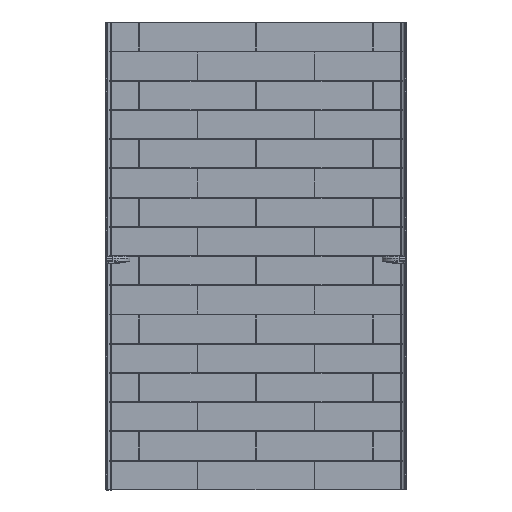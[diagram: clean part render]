
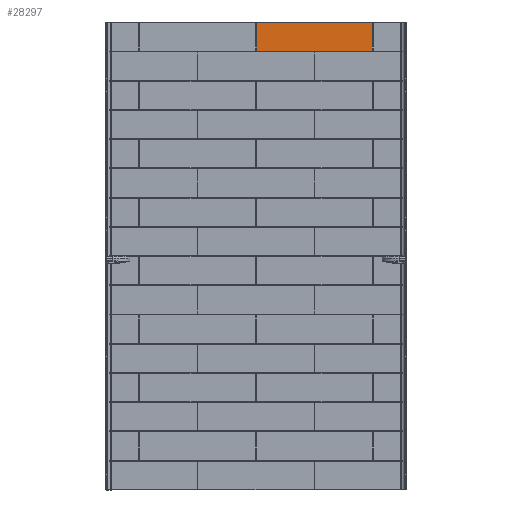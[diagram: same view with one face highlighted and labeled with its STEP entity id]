
A CAD part, top view. The second image highlights one B-rep face of the part: STEP entity #28297.
In plain terms, the highlighted planar face has unit normal (0, 0, 1).
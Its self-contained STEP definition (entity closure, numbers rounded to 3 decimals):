
#1977 = CARTESIAN_POINT ( 'NONE',  ( 42.093, -0.085, 0.187 ) ) ;
#2275 = DIRECTION ( 'NONE',  ( 0., -1., 0. ) ) ;
#7986 = CARTESIAN_POINT ( 'NONE',  ( 42.091, -23.914, 0.187 ) ) ;
#9703 = CARTESIAN_POINT ( 'NONE',  ( 42.085, -23.906, 0.188 ) ) ;
#10830 = CARTESIAN_POINT ( 'NONE',  ( 42.086, -0.091, 0.187 ) ) ;
#12174 = LINE ( 'NONE', #142964, #18690 ) ;
#12200 = CARTESIAN_POINT ( 'NONE',  ( 42.095, -0.085, 0.187 ) ) ;
#12865 = EDGE_LOOP ( 'NONE', ( #157039, #136693, #150608, #107584, #21920, #136824 ) ) ;
#14546 = B_SPLINE_CURVE_WITH_KNOTS ( 'NONE', 3,
 ( #114996, #128189, #101862, #62347, #7986, #90406, #140490, #168546, #143961, #9703 ),
 .UNSPECIFIED., .F., .F.,
 ( 4, 2, 2, 2, 4 ),
 ( 0., 0.128, 0.333, 0.662, 1. ),
 .UNSPECIFIED. ) ;
#15327 = DIRECTION ( 'NONE',  ( 1., 0., 0. ) ) ;
#18690 = VECTOR ( 'NONE', #88536, 39.37 ) ;
#19946 = VERTEX_POINT ( 'NONE', #99774 ) ;
#21920 = ORIENTED_EDGE ( 'NONE', *, *, #118405, .F. ) ;
#24000 = CARTESIAN_POINT ( 'NONE',  ( 42.085, -0.094, 0.187 ) ) ;
#27638 = CARTESIAN_POINT ( 'NONE',  ( 0., 0., 0.187 ) ) ;
#28297 = ADVANCED_FACE ( 'NONE', ( #90845 ), #98640, .T. ) ;
#32987 = CARTESIAN_POINT ( 'NONE',  ( 42.095, -23.915, 0.187 ) ) ;
#36786 = DIRECTION ( 'NONE',  ( 1., 0., 0. ) ) ;
#39716 = VERTEX_POINT ( 'NONE', #96436 ) ;
#41825 = EDGE_CURVE ( 'NONE', #117903, #166707, #12174, .T. ) ;
#45336 = CARTESIAN_POINT ( 'NONE',  ( 42.087, -0.088, 0.187 ) ) ;
#48953 = EDGE_CURVE ( 'NONE', #126393, #140197, #156154, .T. ) ;
#56208 = B_SPLINE_CURVE_WITH_KNOTS ( 'NONE', 3,
 ( #170542, #24000, #85682, #131044, #10830, #45336, #98875, #139248, #1977, #91533 ),
 .UNSPECIFIED., .F., .F.,
 ( 4, 2, 2, 2, 4 ),
 ( 0., 0.128, 0.333, 0.662, 1. ),
 .UNSPECIFIED. ) ;
#60697 = CARTESIAN_POINT ( 'NONE',  ( 47.962, -23.915, 0.188 ) ) ;
#62347 = CARTESIAN_POINT ( 'NONE',  ( 42.092, -23.915, 0.187 ) ) ;
#63949 = CARTESIAN_POINT ( 'NONE',  ( 0., -23.915, 0.187 ) ) ;
#75383 = AXIS2_PLACEMENT_3D ( 'NONE', #27638, #122363, #15327 ) ;
#75997 = DIRECTION ( 'NONE',  ( 0., -1., 0. ) ) ;
#84716 = LINE ( 'NONE', #151446, #133531 ) ;
#85530 = EDGE_CURVE ( 'NONE', #126393, #39716, #14546, .T. ) ;
#85682 = CARTESIAN_POINT ( 'NONE',  ( 42.085, -0.093, 0.187 ) ) ;
#88536 = DIRECTION ( 'NONE',  ( -1., 0., 0. ) ) ;
#90406 = CARTESIAN_POINT ( 'NONE',  ( 42.088, -23.913, 0.187 ) ) ;
#90845 = FACE_OUTER_BOUND ( 'NONE', #12865, .T. ) ;
#91533 = CARTESIAN_POINT ( 'NONE',  ( 42.095, -0.085, 0.187 ) ) ;
#96436 = CARTESIAN_POINT ( 'NONE',  ( 42.085, -23.906, 0.188 ) ) ;
#98640 = PLANE ( 'NONE',  #75383 ) ;
#98875 = CARTESIAN_POINT ( 'NONE',  ( 42.088, -0.087, 0.187 ) ) ;
#99725 = LINE ( 'NONE', #142716, #118178 ) ;
#99774 = CARTESIAN_POINT ( 'NONE',  ( 42.085, -0.095, 0.188 ) ) ;
#101862 = CARTESIAN_POINT ( 'NONE',  ( 42.093, -23.915, 0.187 ) ) ;
#107584 = ORIENTED_EDGE ( 'NONE', *, *, #48953, .T. ) ;
#114996 = CARTESIAN_POINT ( 'NONE',  ( 42.095, -23.915, 0.187 ) ) ;
#117903 = VERTEX_POINT ( 'NONE', #152486 ) ;
#118178 = VECTOR ( 'NONE', #75997, 39.37 ) ;
#118405 = EDGE_CURVE ( 'NONE', #117903, #140197, #84716, .T. ) ;
#122363 = DIRECTION ( 'NONE',  ( 0., 0., 1. ) ) ;
#126393 = VERTEX_POINT ( 'NONE', #32987 ) ;
#128189 = CARTESIAN_POINT ( 'NONE',  ( 42.094, -23.915, 0.187 ) ) ;
#131044 = CARTESIAN_POINT ( 'NONE',  ( 42.085, -0.092, 0.187 ) ) ;
#133531 = VECTOR ( 'NONE', #2275, 39.37 ) ;
#136693 = ORIENTED_EDGE ( 'NONE', *, *, #155154, .T. ) ;
#136824 = ORIENTED_EDGE ( 'NONE', *, *, #41825, .T. ) ;
#138997 = VECTOR ( 'NONE', #36786, 39.37 ) ;
#139248 = CARTESIAN_POINT ( 'NONE',  ( 42.091, -0.085, 0.187 ) ) ;
#140197 = VERTEX_POINT ( 'NONE', #60697 ) ;
#140490 = CARTESIAN_POINT ( 'NONE',  ( 42.087, -23.912, 0.187 ) ) ;
#142716 = CARTESIAN_POINT ( 'NONE',  ( 42.085, 0., 0.187 ) ) ;
#142964 = CARTESIAN_POINT ( 'NONE',  ( 0., -0.085, 0.187 ) ) ;
#143961 = CARTESIAN_POINT ( 'NONE',  ( 42.085, -23.907, 0.187 ) ) ;
#150608 = ORIENTED_EDGE ( 'NONE', *, *, #85530, .F. ) ;
#151446 = CARTESIAN_POINT ( 'NONE',  ( 47.962, 0., 0.188 ) ) ;
#152486 = CARTESIAN_POINT ( 'NONE',  ( 47.962, -0.085, 0.187 ) ) ;
#155154 = EDGE_CURVE ( 'NONE', #19946, #39716, #99725, .T. ) ;
#156154 = LINE ( 'NONE', #63949, #138997 ) ;
#157039 = ORIENTED_EDGE ( 'NONE', *, *, #168256, .F. ) ;
#166707 = VERTEX_POINT ( 'NONE', #12200 ) ;
#168256 = EDGE_CURVE ( 'NONE', #19946, #166707, #56208, .T. ) ;
#168546 = CARTESIAN_POINT ( 'NONE',  ( 42.085, -23.909, 0.187 ) ) ;
#170542 = CARTESIAN_POINT ( 'NONE',  ( 42.085, -0.095, 0.188 ) ) ;
